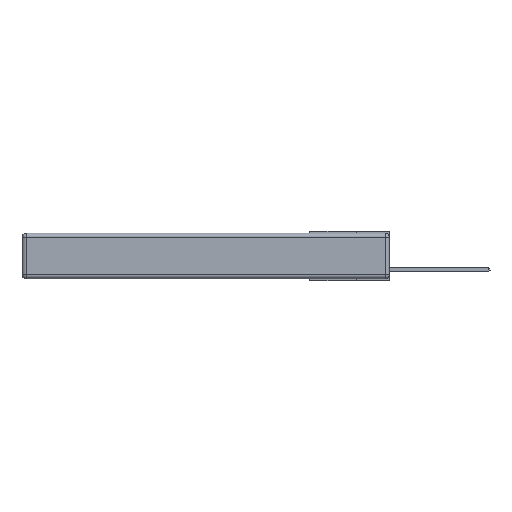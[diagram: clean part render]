
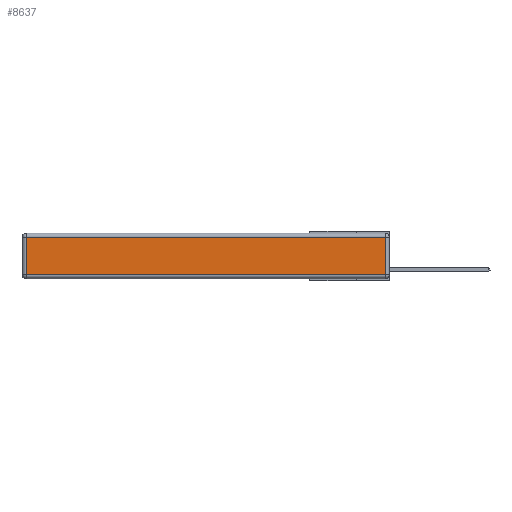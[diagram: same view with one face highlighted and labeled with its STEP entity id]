
A CAD part, left-side view. The second image highlights one B-rep face of the part: STEP entity #8637.
In plain terms, the highlighted planar face has unit normal (-1, 0, 0).
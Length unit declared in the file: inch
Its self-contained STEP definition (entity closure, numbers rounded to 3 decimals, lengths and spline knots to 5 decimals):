
#82 = EDGE_CURVE ( 'NONE', #14114, #3382, #7230, .T. ) ;
#262 = AXIS2_PLACEMENT_3D ( 'NONE', #4565, #3384, #12229 ) ;
#639 = CARTESIAN_POINT ( 'NONE',  ( 0., 0.03, -0.03 ) ) ;
#733 = DIRECTION ( 'NONE',  ( 0., -1., 0. ) ) ;
#897 = ORIENTED_EDGE ( 'NONE', *, *, #82, .T. ) ;
#933 = CARTESIAN_POINT ( 'NONE',  ( 0., 2.72, -0.343 ) ) ;
#1018 = VECTOR ( 'NONE', #3454, 39.37008 ) ;
#1262 = CARTESIAN_POINT ( 'NONE',  ( 0., 2.72, -0.03 ) ) ;
#1505 = ORIENTED_EDGE ( 'NONE', *, *, #6705, .T. ) ;
#2505 = FACE_OUTER_BOUND ( 'NONE', #15159, .T. ) ;
#3382 = VERTEX_POINT ( 'NONE', #4015 ) ;
#3384 = DIRECTION ( 'NONE',  ( -1., 0., 0. ) ) ;
#3454 = DIRECTION ( 'NONE',  ( 0., 0., -1. ) ) ;
#3881 = LINE ( 'NONE', #933, #1018 ) ;
#4015 = CARTESIAN_POINT ( 'NONE',  ( 0., 0.03, -0.313 ) ) ;
#4565 = CARTESIAN_POINT ( 'NONE',  ( 0., 0., -0.343 ) ) ;
#5169 = EDGE_CURVE ( 'NONE', #3382, #6194, #6450, .T. ) ;
#6194 = VERTEX_POINT ( 'NONE', #639 ) ;
#6450 = LINE ( 'NONE', #15160, #15945 ) ;
#6451 = VECTOR ( 'NONE', #733, 39.37008 ) ;
#6705 = EDGE_CURVE ( 'NONE', #15519, #14114, #3881, .T. ) ;
#6996 = DIRECTION ( 'NONE',  ( 0., 1., 0. ) ) ;
#7230 = LINE ( 'NONE', #9578, #6451 ) ;
#8232 = LINE ( 'NONE', #15439, #11702 ) ;
#8637 = ADVANCED_FACE ( 'NONE', ( #2505 ), #11982, .T. ) ;
#9218 = DIRECTION ( 'NONE',  ( 0., 0., 1. ) ) ;
#9578 = CARTESIAN_POINT ( 'NONE',  ( 0., 0., -0.313 ) ) ;
#10108 = EDGE_CURVE ( 'NONE', #6194, #15519, #8232, .T. ) ;
#11702 = VECTOR ( 'NONE', #6996, 39.37008 ) ;
#11982 = PLANE ( 'NONE',  #262 ) ;
#12229 = DIRECTION ( 'NONE',  ( 0., 0., 1. ) ) ;
#13717 = CARTESIAN_POINT ( 'NONE',  ( 0., 2.72, -0.313 ) ) ;
#14114 = VERTEX_POINT ( 'NONE', #13717 ) ;
#14810 = ORIENTED_EDGE ( 'NONE', *, *, #10108, .T. ) ;
#15159 = EDGE_LOOP ( 'NONE', ( #897, #15923, #14810, #1505 ) ) ;
#15160 = CARTESIAN_POINT ( 'NONE',  ( 0., 0.03, -0.343 ) ) ;
#15439 = CARTESIAN_POINT ( 'NONE',  ( 0., 2.75, -0.03 ) ) ;
#15519 = VERTEX_POINT ( 'NONE', #1262 ) ;
#15923 = ORIENTED_EDGE ( 'NONE', *, *, #5169, .T. ) ;
#15945 = VECTOR ( 'NONE', #9218, 39.37008 ) ;
